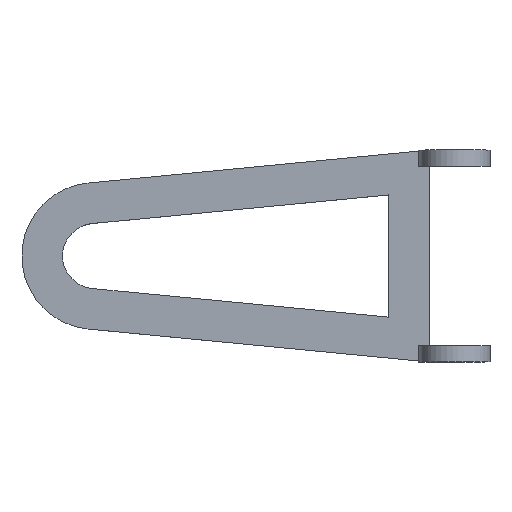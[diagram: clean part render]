
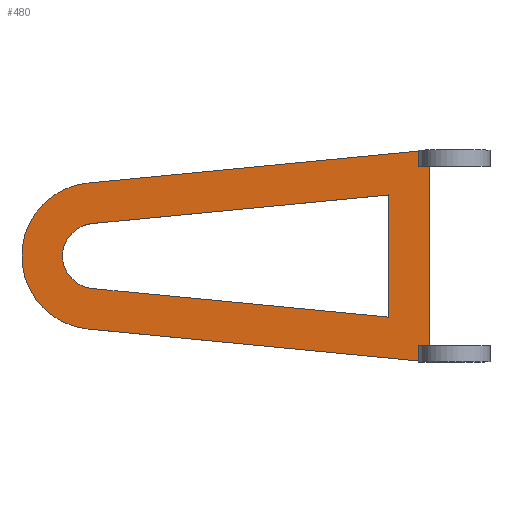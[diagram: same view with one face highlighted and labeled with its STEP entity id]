
A CAD part, top view. The second image highlights one B-rep face of the part: STEP entity #480.
In plain terms, the highlighted planar face has unit normal (0, 0, 1).
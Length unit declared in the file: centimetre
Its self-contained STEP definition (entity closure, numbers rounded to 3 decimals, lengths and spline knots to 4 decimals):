
#24=FACE_BOUND('',#97,.T.);
#42=PLANE('',#518);
#66=FACE_OUTER_BOUND('',#96,.T.);
#96=EDGE_LOOP('',(#426,#427,#428,#429,#430,#431,#432,#433));
#97=EDGE_LOOP('',(#434,#435,#436,#437));
#102=LINE('',#658,#154);
#105=LINE('',#664,#157);
#108=LINE('',#669,#160);
#110=LINE('',#674,#162);
#122=LINE('',#708,#174);
#129=LINE('',#720,#181);
#130=LINE('',#724,#182);
#144=LINE('',#761,#196);
#147=LINE('',#766,#199);
#150=LINE('',#775,#202);
#154=VECTOR('',#532,3.6554);
#157=VECTOR('',#537,1.4988);
#160=VECTOR('',#542,3.6554);
#162=VECTOR('',#546,0.1282);
#174=VECTOR('',#576,0.1876);
#181=VECTOR('',#587,4.0772);
#182=VECTOR('',#590,0.1876);
#196=VECTOR('',#624,0.1282);
#199=VECTOR('',#629,2.2);
#202=VECTOR('',#640,4.0772);
#204=CIRCLE('',#485,0.4);
#214=CIRCLE('',#515,0.9);
#216=VERTEX_POINT('',#648);
#217=VERTEX_POINT('',#649);
#220=VERTEX_POINT('',#657);
#222=VERTEX_POINT('',#663);
#224=VERTEX_POINT('',#672);
#225=VERTEX_POINT('',#673);
#238=VERTEX_POINT('',#707);
#241=VERTEX_POINT('',#718);
#242=VERTEX_POINT('',#722);
#243=VERTEX_POINT('',#723);
#256=VERTEX_POINT('',#760);
#258=VERTEX_POINT('',#769);
#260=EDGE_CURVE('',#216,#217,#204,.T.);
#264=EDGE_CURVE('',#217,#220,#102,.T.);
#267=EDGE_CURVE('',#220,#222,#105,.T.);
#270=EDGE_CURVE('',#222,#216,#108,.T.);
#272=EDGE_CURVE('',#224,#225,#110,.T.);
#288=EDGE_CURVE('',#225,#238,#122,.T.);
#295=EDGE_CURVE('',#238,#241,#129,.T.);
#296=EDGE_CURVE('',#242,#243,#130,.T.);
#314=EDGE_CURVE('',#243,#256,#144,.T.);
#317=EDGE_CURVE('',#256,#224,#147,.T.);
#319=EDGE_CURVE('',#241,#258,#214,.T.);
#322=EDGE_CURVE('',#242,#258,#150,.T.);
#426=ORIENTED_EDGE('',*,*,#288,.T.);
#427=ORIENTED_EDGE('',*,*,#295,.T.);
#428=ORIENTED_EDGE('',*,*,#319,.T.);
#429=ORIENTED_EDGE('',*,*,#322,.F.);
#430=ORIENTED_EDGE('',*,*,#296,.T.);
#431=ORIENTED_EDGE('',*,*,#314,.T.);
#432=ORIENTED_EDGE('',*,*,#317,.T.);
#433=ORIENTED_EDGE('',*,*,#272,.T.);
#434=ORIENTED_EDGE('',*,*,#267,.T.);
#435=ORIENTED_EDGE('',*,*,#270,.T.);
#436=ORIENTED_EDGE('',*,*,#260,.T.);
#437=ORIENTED_EDGE('',*,*,#264,.T.);
#480=ADVANCED_FACE('',(#66,#24),#42,.T.);
#485=AXIS2_PLACEMENT_3D('',#650,#524,#525);
#515=AXIS2_PLACEMENT_3D('',#770,#633,#634);
#518=AXIS2_PLACEMENT_3D('',#777,#642,#643);
#524=DIRECTION('center_axis',(0.,0.,-1.));
#525=DIRECTION('ref_axis',(-0.096,-0.995,0.));
#532=DIRECTION('',(0.995,0.096,0.));
#537=DIRECTION('',(0.,-1.,0.));
#542=DIRECTION('',(-0.995,0.096,0.));
#546=DIRECTION('',(-1.,0.,0.));
#576=DIRECTION('',(0.,1.,0.));
#587=DIRECTION('',(-0.995,-0.096,0.));
#590=DIRECTION('',(0.,1.,0.));
#624=DIRECTION('',(1.,0.,0.));
#629=DIRECTION('',(0.,1.,0.));
#633=DIRECTION('center_axis',(0.,0.,1.));
#634=DIRECTION('ref_axis',(-0.096,0.995,0.));
#640=DIRECTION('',(-0.995,0.096,0.));
#642=DIRECTION('center_axis',(0.,0.,1.));
#643=DIRECTION('ref_axis',(1.,0.,0.));
#648=CARTESIAN_POINT('',(-5.1184,0.7319,4.2));
#649=CARTESIAN_POINT('',(-5.1184,1.5281,4.2));
#650=CARTESIAN_POINT('Origin',(-5.08,1.13,4.2));
#657=CARTESIAN_POINT('',(-1.48,1.8794,4.2));
#658=CARTESIAN_POINT('',(-2.5066,1.7803,4.2));
#663=CARTESIAN_POINT('',(-1.48,0.3806,4.2));
#664=CARTESIAN_POINT('',(-1.48,0.7553,4.2));
#669=CARTESIAN_POINT('',(-4.3258,0.6553,4.2));
#672=CARTESIAN_POINT('',(-0.98,2.23,4.2));
#673=CARTESIAN_POINT('',(-1.1082,2.23,4.2));
#674=CARTESIAN_POINT('',(-2.0875,2.23,4.2));
#707=CARTESIAN_POINT('',(-1.1082,2.4176,4.2));
#708=CARTESIAN_POINT('',(-1.1082,1.68,4.2));
#718=CARTESIAN_POINT('',(-5.1665,2.0258,4.2));
#720=CARTESIAN_POINT('',(-0.98,2.43,4.2));
#722=CARTESIAN_POINT('',(-1.1082,-0.1576,4.2));
#723=CARTESIAN_POINT('',(-1.1082,0.03,4.2));
#724=CARTESIAN_POINT('',(-1.1082,0.48,4.2));
#760=CARTESIAN_POINT('',(-0.98,0.03,4.2));
#761=CARTESIAN_POINT('',(-2.0875,0.03,4.2));
#766=CARTESIAN_POINT('',(-0.98,-0.17,4.2));
#769=CARTESIAN_POINT('',(-5.1665,0.2342,4.2));
#770=CARTESIAN_POINT('Origin',(-5.08,1.13,4.2));
#775=CARTESIAN_POINT('',(-0.98,-0.17,4.2));
#777=CARTESIAN_POINT('Origin',(-3.48,1.13,4.2));
